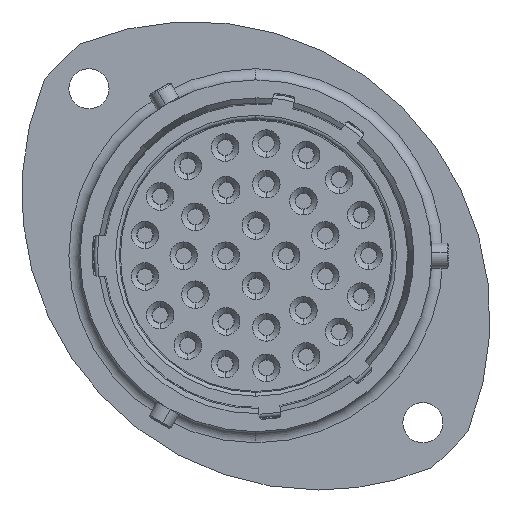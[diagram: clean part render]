
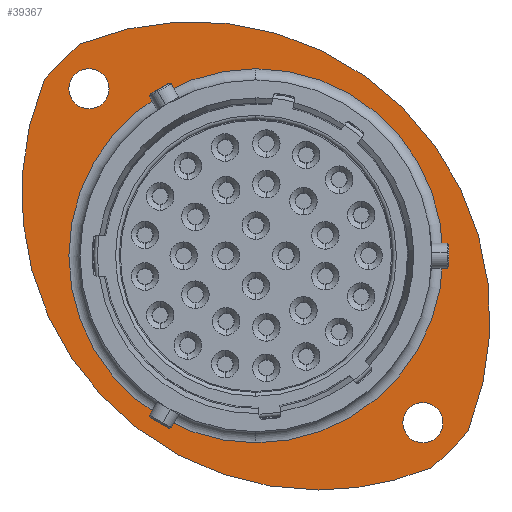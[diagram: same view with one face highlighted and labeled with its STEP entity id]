
A CAD part, left-side view. The second image highlights one B-rep face of the part: STEP entity #39367.
In plain terms, the highlighted planar face has unit normal (-1, 0, 0).
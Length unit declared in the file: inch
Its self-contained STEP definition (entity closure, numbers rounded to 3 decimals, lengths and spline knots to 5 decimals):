
#670 = DIRECTION ( 'NONE',  ( 0., 0., -1. ) ) ;
#673 = DIRECTION ( 'NONE',  ( 0., 0., -1. ) ) ;
#990 = AXIS2_PLACEMENT_3D ( 'NONE', #50143, #23571, #54634 ) ;
#3321 = VERTEX_POINT ( 'NONE', #26933 ) ;
#3518 = ORIENTED_EDGE ( 'NONE', *, *, #16952, .T. ) ;
#4739 = AXIS2_PLACEMENT_3D ( 'NONE', #35353, #8788, #39740 ) ;
#5147 = AXIS2_PLACEMENT_3D ( 'NONE', #50039, #23457, #54518 ) ;
#5272 = ORIENTED_EDGE ( 'NONE', *, *, #20324, .F. ) ;
#5554 = EDGE_LOOP ( 'NONE', ( #3518, #6352, #7798, #37622, #34478 ) ) ;
#5634 = CIRCLE ( 'NONE', #55861, 0.06398 ) ;
#5823 = EDGE_CURVE ( 'NONE', #3321, #29665, #55663, .T. ) ;
#6352 = ORIENTED_EDGE ( 'NONE', *, *, #54456, .T. ) ;
#6405 = EDGE_LOOP ( 'NONE', ( #40345, #5272 ) ) ;
#6510 = AXIS2_PLACEMENT_3D ( 'NONE', #41187, #14659, #45685 ) ;
#6781 = CARTESIAN_POINT ( 'NONE',  ( -0.00586, 1.18719, 0.07543 ) ) ;
#7093 = ORIENTED_EDGE ( 'NONE', *, *, #16090, .T. ) ;
#7798 = ORIENTED_EDGE ( 'NONE', *, *, #31726, .T. ) ;
#8540 = EDGE_CURVE ( 'NONE', #44441, #53003, #23394, .T. ) ;
#8788 = DIRECTION ( 'NONE',  ( -1., 0., 0. ) ) ;
#9666 = DIRECTION ( 'NONE',  ( -1., 0., 0. ) ) ;
#10325 = DIRECTION ( 'NONE',  ( 1., 0., 0. ) ) ;
#11234 = DIRECTION ( 'NONE',  ( 0., 0., -1. ) ) ;
#12050 = CIRCLE ( 'NONE', #990, 0.94488 ) ;
#12500 = CIRCLE ( 'NONE', #35489, 0.59567 ) ;
#12802 = VERTEX_POINT ( 'NONE', #20633 ) ;
#13309 = AXIS2_PLACEMENT_3D ( 'NONE', #53797, #27193, #670 ) ;
#13654 = CARTESIAN_POINT ( 'NONE',  ( -0.00586, 0.65547, -0.45629 ) ) ;
#14649 = CIRCLE ( 'NONE', #4739, 0.94488 ) ;
#14659 = DIRECTION ( 'NONE',  ( -1., 0., 0. ) ) ;
#14962 = DIRECTION ( 'NONE',  ( -1., 0., 0. ) ) ;
#15454 = DIRECTION ( 'NONE',  ( -1., 0., 0. ) ) ;
#15934 = CIRCLE ( 'NONE', #39954, 0.06398 ) ;
#16090 = EDGE_CURVE ( 'NONE', #29665, #3321, #12500, .T. ) ;
#16590 = VERTEX_POINT ( 'NONE', #52390 ) ;
#16952 = EDGE_CURVE ( 'NONE', #53003, #16590, #12050, .T. ) ;
#17493 = AXIS2_PLACEMENT_3D ( 'NONE', #13654, #44671, #18075 ) ;
#17665 = FACE_OUTER_BOUND ( 'NONE', #5554, .T. ) ;
#18075 = DIRECTION ( 'NONE',  ( 0., 0., -1. ) ) ;
#18644 = VERTEX_POINT ( 'NONE', #56198 ) ;
#19195 = AXIS2_PLACEMENT_3D ( 'NONE', #42033, #15454, #46533 ) ;
#20324 = EDGE_CURVE ( 'NONE', #18644, #41749, #15934, .T. ) ;
#20633 = CARTESIAN_POINT ( 'NONE',  ( -0.00586, 0.12374, -0.92404 ) ) ;
#21565 = EDGE_CURVE ( 'NONE', #24801, #44441, #40771, .T. ) ;
#23394 = CIRCLE ( 'NONE', #19195, 0.87598 ) ;
#23457 = DIRECTION ( 'NONE',  ( -1., 0., 0. ) ) ;
#23571 = DIRECTION ( 'NONE',  ( -1., 0., 0. ) ) ;
#24009 = VERTEX_POINT ( 'NONE', #29995 ) ;
#24801 = VERTEX_POINT ( 'NONE', #54160 ) ;
#25045 = CARTESIAN_POINT ( 'NONE',  ( -0.00586, 1.18719, 0.01145 ) ) ;
#26154 = ORIENTED_EDGE ( 'NONE', *, *, #46842, .F. ) ;
#26933 = CARTESIAN_POINT ( 'NONE',  ( -0.00586, 0.65547, 0.13938 ) ) ;
#27022 = CIRCLE ( 'NONE', #6510, 0.06398 ) ;
#27193 = DIRECTION ( 'NONE',  ( -1., 0., 0. ) ) ;
#27199 = DIRECTION ( 'NONE',  ( 1., 0., 0. ) ) ;
#27459 = ORIENTED_EDGE ( 'NONE', *, *, #30348, .F. ) ;
#29534 = FACE_BOUND ( 'NONE', #38527, .T. ) ;
#29665 = VERTEX_POINT ( 'NONE', #48031 ) ;
#29995 = CARTESIAN_POINT ( 'NONE',  ( -0.00586, 0.09682, -1.13103 ) ) ;
#30348 = EDGE_CURVE ( 'NONE', #12802, #35897, #56790, .T. ) ;
#31726 = EDGE_CURVE ( 'NONE', #24009, #24801, #31995, .T. ) ;
#31995 = CIRCLE ( 'NONE', #36804, 0.87598 ) ;
#34478 = ORIENTED_EDGE ( 'NONE', *, *, #8540, .T. ) ;
#35353 = CARTESIAN_POINT ( 'NONE',  ( -0.00586, 0.45642, -0.25725 ) ) ;
#35489 = AXIS2_PLACEMENT_3D ( 'NONE', #53802, #27199, #673 ) ;
#35897 = VERTEX_POINT ( 'NONE', #41683 ) ;
#36213 = CARTESIAN_POINT ( 'NONE',  ( -0.00586, 0.65547, -0.45629 ) ) ;
#36734 = CARTESIAN_POINT ( 'NONE',  ( -0.00586, 1.21411, 0.21844 ) ) ;
#36804 = AXIS2_PLACEMENT_3D ( 'NONE', #36213, #9666, #40620 ) ;
#36827 = CARTESIAN_POINT ( 'NONE',  ( -0.00586, 1.2157, -0.45629 ) ) ;
#37622 = ORIENTED_EDGE ( 'NONE', *, *, #21565, .T. ) ;
#37755 = DIRECTION ( 'NONE',  ( -1., 0., 0. ) ) ;
#37803 = AXIS2_PLACEMENT_3D ( 'NONE', #36827, #10325, #41268 ) ;
#38527 = EDGE_LOOP ( 'NONE', ( #7093, #54852 ) ) ;
#39367 = ADVANCED_FACE ( 'NONE', ( #53134, #41264, #29534, #17665 ), #45558, .F. ) ;
#39740 = DIRECTION ( 'NONE',  ( 0., 0., -1. ) ) ;
#39954 = AXIS2_PLACEMENT_3D ( 'NONE', #6781, #37755, #11234 ) ;
#40345 = ORIENTED_EDGE ( 'NONE', *, *, #41539, .F. ) ;
#40620 = DIRECTION ( 'NONE',  ( 0., 0., 1. ) ) ;
#40771 = CIRCLE ( 'NONE', #5147, 0.94488 ) ;
#40862 = CARTESIAN_POINT ( 'NONE',  ( -0.00586, 1.3302, 0.10235 ) ) ;
#41187 = CARTESIAN_POINT ( 'NONE',  ( -0.00586, 0.12374, -0.98802 ) ) ;
#41264 = FACE_BOUND ( 'NONE', #51956, .T. ) ;
#41268 = DIRECTION ( 'NONE',  ( 0., 0., -1. ) ) ;
#41513 = CARTESIAN_POINT ( 'NONE',  ( -0.00586, 1.18719, 0.07543 ) ) ;
#41539 = EDGE_CURVE ( 'NONE', #41749, #18644, #5634, .T. ) ;
#41683 = CARTESIAN_POINT ( 'NONE',  ( -0.00586, 0.12374, -1.05199 ) ) ;
#41749 = VERTEX_POINT ( 'NONE', #25045 ) ;
#42033 = CARTESIAN_POINT ( 'NONE',  ( -0.00586, 0.65547, -0.45629 ) ) ;
#44441 = VERTEX_POINT ( 'NONE', #36734 ) ;
#44671 = DIRECTION ( 'NONE',  ( 1., 0., 0. ) ) ;
#45558 = PLANE ( 'NONE',  #37803 ) ;
#45685 = DIRECTION ( 'NONE',  ( 0., 0., -1. ) ) ;
#45995 = DIRECTION ( 'NONE',  ( 0., 0., -1. ) ) ;
#46533 = DIRECTION ( 'NONE',  ( 0., 0., 1. ) ) ;
#46842 = EDGE_CURVE ( 'NONE', #35897, #12802, #27022, .T. ) ;
#48031 = CARTESIAN_POINT ( 'NONE',  ( -0.00586, 0.65547, -1.05196 ) ) ;
#50039 = CARTESIAN_POINT ( 'NONE',  ( -0.00586, 0.85451, -0.65534 ) ) ;
#50143 = CARTESIAN_POINT ( 'NONE',  ( -0.00586, 0.45642, -0.25725 ) ) ;
#51956 = EDGE_LOOP ( 'NONE', ( #26154, #27459 ) ) ;
#52390 = CARTESIAN_POINT ( 'NONE',  ( -0.00586, 0.45642, -1.20213 ) ) ;
#53003 = VERTEX_POINT ( 'NONE', #40862 ) ;
#53134 = FACE_BOUND ( 'NONE', #6405, .T. ) ;
#53797 = CARTESIAN_POINT ( 'NONE',  ( -0.00586, 0.12374, -0.98802 ) ) ;
#53802 = CARTESIAN_POINT ( 'NONE',  ( -0.00586, 0.65547, -0.45629 ) ) ;
#54160 = CARTESIAN_POINT ( 'NONE',  ( -0.00586, -0.01927, -1.01494 ) ) ;
#54456 = EDGE_CURVE ( 'NONE', #16590, #24009, #14649, .T. ) ;
#54518 = DIRECTION ( 'NONE',  ( 0., 0., -1. ) ) ;
#54634 = DIRECTION ( 'NONE',  ( 0., 0., -1. ) ) ;
#54852 = ORIENTED_EDGE ( 'NONE', *, *, #5823, .T. ) ;
#55663 = CIRCLE ( 'NONE', #17493, 0.59567 ) ;
#55861 = AXIS2_PLACEMENT_3D ( 'NONE', #41513, #14962, #45995 ) ;
#56198 = CARTESIAN_POINT ( 'NONE',  ( -0.00586, 1.18719, 0.1394 ) ) ;
#56790 = CIRCLE ( 'NONE', #13309, 0.06398 ) ;
